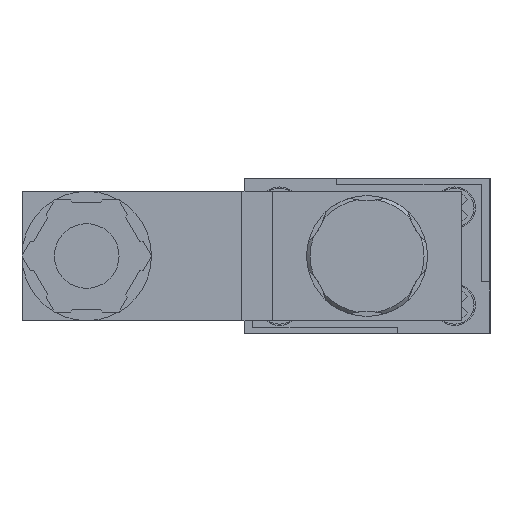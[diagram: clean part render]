
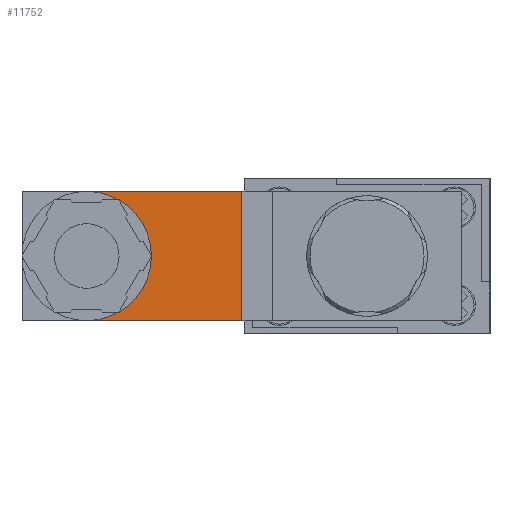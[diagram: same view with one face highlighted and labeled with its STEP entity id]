
A CAD part, left-side view. The second image highlights one B-rep face of the part: STEP entity #11752.
In plain terms, the highlighted planar face has unit normal (-1, 0, 0).
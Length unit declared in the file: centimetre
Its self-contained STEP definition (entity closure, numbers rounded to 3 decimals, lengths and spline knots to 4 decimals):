
#617=CIRCLE($,#12534,0.75);
#1110=FACE_OUTER_BOUND($,#1859,.T.);
#1859=EDGE_LOOP($,(#8675,#8676,#8677,#8678));
#2861=LINE($,#19087,#3975);
#2862=LINE($,#19089,#3976);
#2863=LINE($,#19090,#3977);
#3975=VECTOR($,#14288,1.8);
#3976=VECTOR($,#14289,1.8);
#3977=VECTOR($,#14290,1.5);
#5078=VERTEX_POINT($,#18933);
#5079=VERTEX_POINT($,#18934);
#5122=VERTEX_POINT($,#19086);
#5123=VERTEX_POINT($,#19088);
#6414=EDGE_CURVE($,#5078,#5079,#617,.T.);
#6466=EDGE_CURVE($,#5079,#5122,#2861,.T.);
#6467=EDGE_CURVE($,#5078,#5123,#2862,.T.);
#6468=EDGE_CURVE($,#5122,#5123,#2863,.T.);
#8675=ORIENTED_EDGE($,*,*,#6466,.F.);
#8676=ORIENTED_EDGE($,*,*,#6414,.F.);
#8677=ORIENTED_EDGE($,*,*,#6467,.T.);
#8678=ORIENTED_EDGE($,*,*,#6468,.F.);
#11236=PLANE($,#12551);
#11752=ADVANCED_FACE($,(#1110),#11236,.T.);
#12534=AXIS2_PLACEMENT_3D($,#18935,#14221,#14222);
#12551=AXIS2_PLACEMENT_3D($,#19085,#14286,#14287);
#14221=DIRECTION('center_axis',(-1.,0.,0.));
#14222=DIRECTION('ref_axis',(0.,0.,
1.));
#14286=DIRECTION('center_axis',(-1.,0.,0.));
#14287=DIRECTION('ref_axis',(0.,0.,1.));
#14288=DIRECTION($,(0.,-1.,0.));
#14289=DIRECTION($,(0.,-1.,0.));
#14290=DIRECTION($,(0.,0.,-1.));
#18933=CARTESIAN_POINT('',(-15.86,3.0455,-0.75));
#18934=CARTESIAN_POINT('',(-15.86,3.0455,0.75));
#18935=CARTESIAN_POINT('Origin',(-15.86,3.0455,0.));
#19085=CARTESIAN_POINT('Origin',(-15.86,3.7955,0.));
#19086=CARTESIAN_POINT('',(-15.86,1.2455,0.75));
#19087=CARTESIAN_POINT($,(-15.86,3.7955,0.75));
#19088=CARTESIAN_POINT('',(-15.86,1.2455,-0.75));
#19089=CARTESIAN_POINT($,(-15.86,3.7955,-0.75));
#19090=CARTESIAN_POINT($,(-15.86,1.2455,0.));
